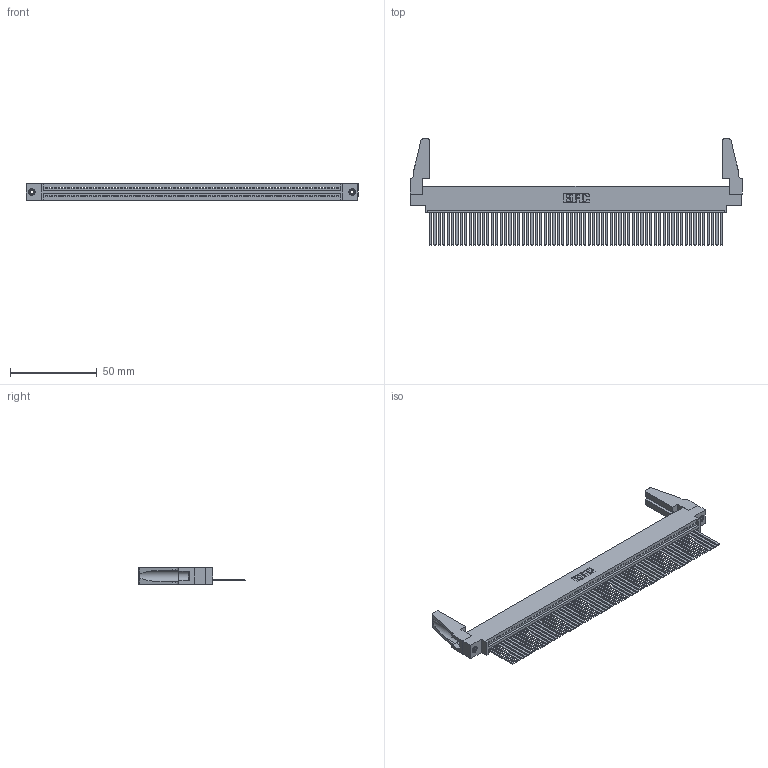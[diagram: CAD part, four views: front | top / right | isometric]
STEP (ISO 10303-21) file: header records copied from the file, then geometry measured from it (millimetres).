
FILE_DESCRIPTION (( 'STEP AP203' ), '1' );
FILE_NAME ('395-067-544-688.STEP', '2019-10-25T13:59:49', ( '' ), ( '' ), 'SwSTEP 2.0', 'SolidWorks 2016', '' );
FILE_SCHEMA (( 'CONFIG_CONTROL_DESIGN' ));
Length unit declared in the file: inch
Products named in the file (5): 345-292-001_345-293-144; 395-067-544-688; 345-250-001_345-250-001-102; 345-220-078_345-220-088; 345 Part_0.170 Offset - 0.156 Dia-TH
Assembly tree (72 placements, depth 2):
  395-067-544-688
    345 Part_0.170 Offset - 0.156 Dia-TH
    345-292-001_345-293-144  x67
    345-250-001_345-250-001-102  x2
    345-220-078_345-220-088  x2
Bounding box: 191.41 x 61.14 x 9.4 mm (x, y, z)
Volume: 22300.6 mm3; surface area: 31238.3 mm2
Topology: 72 solids, 72 shells, 3738 faces, 11253 edges, 7402 vertices
Faces by surface type: plane 2568, cylinder 1154, cone 12, torus 4
Entity records: 49156 total; most frequent: CARTESIAN_POINT 8503, ORIENTED_EDGE 8464, DIRECTION 7394, EDGE_CURVE 4232, VECTOR 3794, LINE 3794, VERTEX_POINT 2814, AXIS2_PLACEMENT_3D 1800
